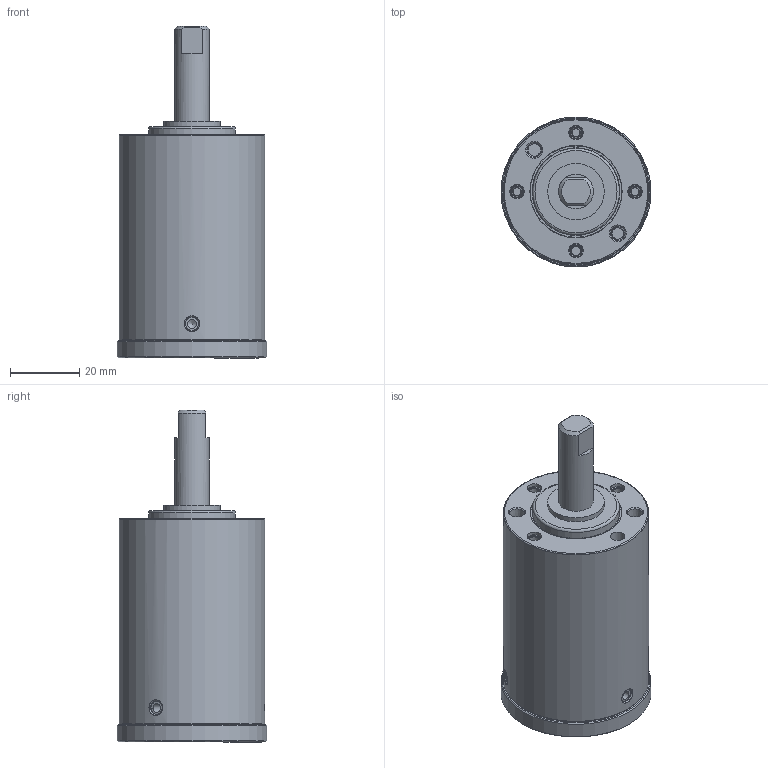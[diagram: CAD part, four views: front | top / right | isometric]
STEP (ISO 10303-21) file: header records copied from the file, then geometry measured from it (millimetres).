
FILE_DESCRIPTION(/* description */ (''),/* implementation_level */ '2;1');
FILE_NAME(/* name */ 'GPLK42-2_DF45.stp',/* time_stamp */ '2017-07-20T14:30:47+02:00',/* author */ ('knoll_j'),/* organization */ (''),/* preprocessor_version */ 'ST-DEVELOPER v16.5',/* originating_system */ 'Autodesk Inventor 2017',/* authorisation */ '');
FILE_SCHEMA (('AUTOMOTIVE_DESIGN { 1 0 10303 214 3 1 1 }'));
Length unit declared in the file: millimetre
Products named in the file (3): GPLK42-2_DF45; GPLK42-2; GZ-45-GPLK-GPLM-42
Assembly tree (2 placements, depth 2):
  GPLK42-2_DF45
    GPLK42-2
    GZ-45-GPLK-GPLM-42
Bounding box: 43.2 x 43.2 x 95.63 mm (x, y, z)
Volume: 87929.4 mm3; surface area: 24801.3 mm2
Topology: 8 solids, 8 shells, 169 faces, 338 edges, 208 vertices
Faces by surface type: cone 49, cylinder 47, plane 46, torus 27
Full cylindrical faces by diameter (mm): 2.5 x3, 3 x1, 3.5 x3, 3.98 x3, 4 x7, 4.2 x4, 4.5 x3, 6.5 x3, 8 x2, 10 x1, 14 x1, 16 x1, 16.3 x1, 17 x1, 25 x1, 26.6 x1, 34.6 x2, 37.13 x1, 37.33 x2, 37.333 x2, 37.8 x1, 37.83 x1, 42 x1, 43.2 x1
Entity records: 3979 total; most frequent: CARTESIAN_POINT 867, DIRECTION 676, ORIENTED_EDGE 378, EDGE_LOOP 334, AXIS2_PLACEMENT_3D 333, EDGE_CURVE 189, VERTEX_POINT 181, FACE_OUTER_BOUND 169
